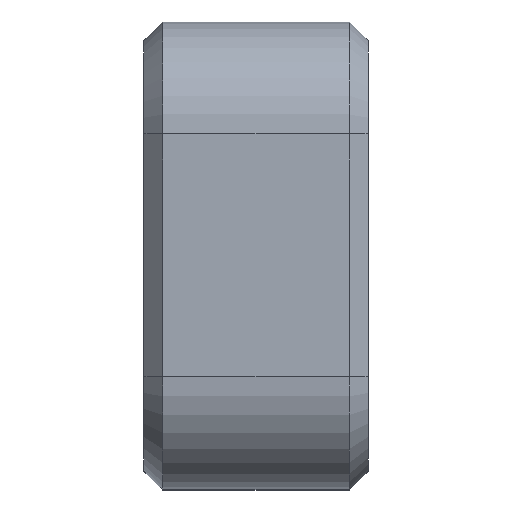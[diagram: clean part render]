
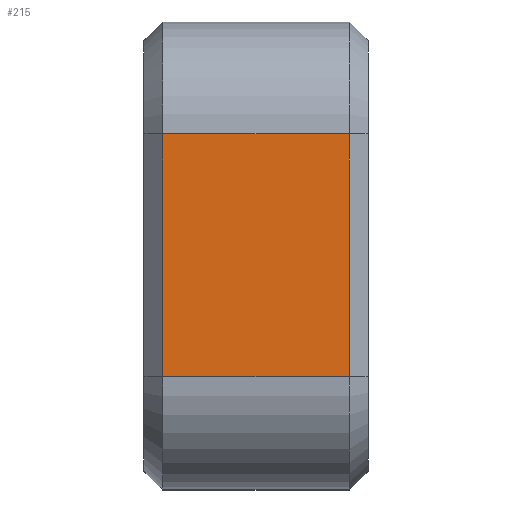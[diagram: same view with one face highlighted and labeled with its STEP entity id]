
A CAD part, top view. The second image highlights one B-rep face of the part: STEP entity #215.
In plain terms, the highlighted planar face has unit normal (0, 0, 1).
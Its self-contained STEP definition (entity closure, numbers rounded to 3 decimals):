
#215=ADVANCED_FACE('',(#431),#432,.T.);
#431=FACE_OUTER_BOUND('',#638,.T.);
#432=PLANE('',#639);
#638=EDGE_LOOP('',(#1179,#1180,#1181,#1182));
#639=AXIS2_PLACEMENT_3D('',#1183,#1184,#1185);
#1179=ORIENTED_EDGE('',*,*,#1315,.T.);
#1180=ORIENTED_EDGE('',*,*,#1351,.F.);
#1181=ORIENTED_EDGE('',*,*,#1361,.T.);
#1182=ORIENTED_EDGE('',*,*,#1330,.T.);
#1183=CARTESIAN_POINT('',(0.0,-3.25,20.0));
#1184=DIRECTION('',(0.0,-0.0,1.0));
#1185=DIRECTION('',(0.0,1.0,0.0));
#1315=EDGE_CURVE('',#1587,#1581,#1588,.T.);
#1330=EDGE_CURVE('',#1607,#1587,#1608,.T.);
#1351=EDGE_CURVE('',#1635,#1581,#1637,.T.);
#1361=EDGE_CURVE('',#1635,#1607,#1649,.T.);
#1581=VERTEX_POINT('',#1911);
#1587=VERTEX_POINT('',#1919);
#1588=LINE('',#1920,#1921);
#1607=VERTEX_POINT('',#1947);
#1608=LINE('',#1948,#1949);
#1635=VERTEX_POINT('',#1985);
#1637=LINE('',#1987,#1988);
#1649=LINE('',#2004,#2005);
#1911=CARTESIAN_POINT('',(-11.0,-6.5,20.0));
#1919=CARTESIAN_POINT('',(-11.0,6.5,20.0));
#1920=CARTESIAN_POINT('',(-11.0,4.625,20.0));
#1921=VECTOR('',#2259,1.0);
#1947=CARTESIAN_POINT('',(-1.0,6.5,20.0));
#1948=CARTESIAN_POINT('',(0.0,6.5,20.0));
#1949=VECTOR('',#2273,1.0);
#1985=CARTESIAN_POINT('',(-1.0,-6.5,20.0));
#1987=CARTESIAN_POINT('',(0.0,-6.5,20.));
#1988=VECTOR('',#2298,1.0);
#2004=CARTESIAN_POINT('',(-1.0,4.625,20.0));
#2005=VECTOR('',#2306,1.0);
#2259=DIRECTION('',(0.0,-1.0,0.0));
#2273=DIRECTION('',(-1.0,0.0,0.0));
#2298=DIRECTION('',(-1.0,0.0,0.0));
#2306=DIRECTION('',(0.0,1.0,0.0));
